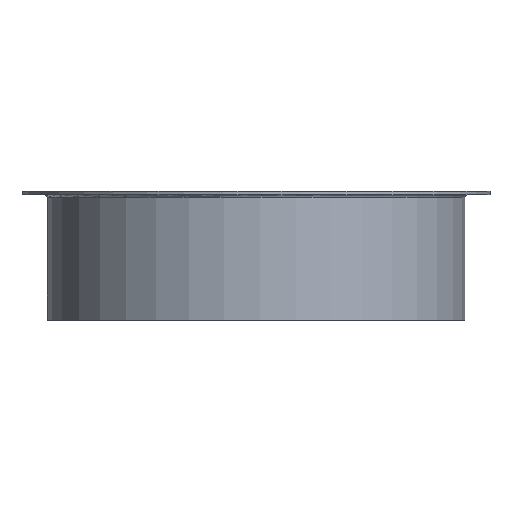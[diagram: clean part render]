
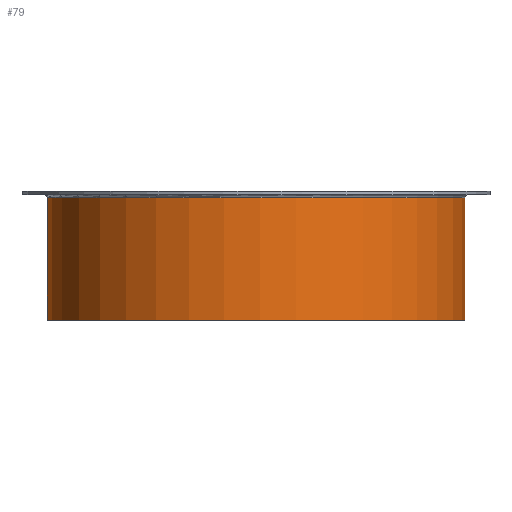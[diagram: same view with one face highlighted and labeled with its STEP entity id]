
A CAD part, front view. The second image highlights one B-rep face of the part: STEP entity #79.
In plain terms, the highlighted cylindrical face has radius 145 mm (diameter 290 mm), a partial arc.
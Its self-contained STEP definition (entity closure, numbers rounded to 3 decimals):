
#79=ADVANCED_FACE('',(#110),#111,.T.);
#110=FACE_OUTER_BOUND('',#162,.T.);
#111=CYLINDRICAL_SURFACE('',#163,145.0);
#162=EDGE_LOOP('',(#234,#235,#236,#237));
#163=AXIS2_PLACEMENT_3D('',#238,#239,#240);
#234=ORIENTED_EDGE('',*,*,#427,.F.);
#235=ORIENTED_EDGE('',*,*,#428,.F.);
#236=ORIENTED_EDGE('',*,*,#429,.T.);
#237=ORIENTED_EDGE('',*,*,#420,.T.);
#238=CARTESIAN_POINT('',(0.,0.,43.0));
#239=DIRECTION('',(0.,0.,1.0));
#240=DIRECTION('',(-1.0,0.,0.));
#420=EDGE_CURVE('',#492,#489,#493,.T.);
#427=EDGE_CURVE('',#505,#489,#506,.T.);
#428=EDGE_CURVE('',#507,#505,#508,.T.);
#429=EDGE_CURVE('',#507,#492,#509,.T.);
#489=VERTEX_POINT('',#594);
#492=VERTEX_POINT('',#598);
#493=CIRCLE('',#599,145.0);
#505=VERTEX_POINT('',#614);
#506=LINE('',#615,#616);
#507=VERTEX_POINT('',#617);
#508=CIRCLE('',#618,145.0);
#509=LINE('',#619,#620);
#594=CARTESIAN_POINT('',(145.0,0.,0.5));
#598=CARTESIAN_POINT('',(-144.896,-5.501,0.5));
#599=AXIS2_PLACEMENT_3D('',#790,#791,#792);
#614=CARTESIAN_POINT('',(145.0,0.,85.5));
#615=CARTESIAN_POINT('',(145.0,0.,43.0));
#616=VECTOR('',#805,1.0);
#617=CARTESIAN_POINT('',(-144.896,-5.501,85.5));
#618=AXIS2_PLACEMENT_3D('',#806,#807,#808);
#619=CARTESIAN_POINT('',(-144.896,-5.501,43.0));
#620=VECTOR('',#809,10.0);
#790=CARTESIAN_POINT('',(0.,0.,0.5));
#791=DIRECTION('',(0.,0.,1.0));
#792=DIRECTION('',(-1.0,0.,0.));
#805=DIRECTION('',(0.,0.,-1.0));
#806=CARTESIAN_POINT('',(0.,0.,85.5));
#807=DIRECTION('',(0.,0.,1.0));
#808=DIRECTION('',(-1.0,0.,0.));
#809=DIRECTION('',(0.,0.,-1.0));
